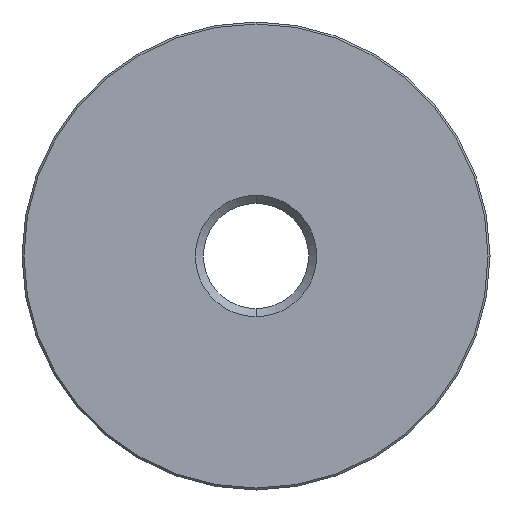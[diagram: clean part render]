
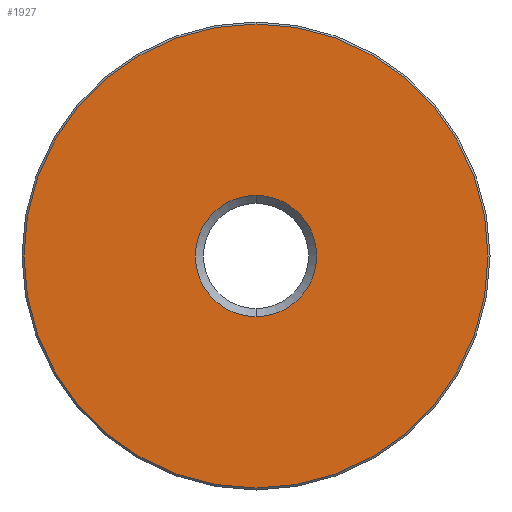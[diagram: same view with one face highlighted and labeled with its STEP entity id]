
A CAD part, front view. The second image highlights one B-rep face of the part: STEP entity #1927.
In plain terms, the highlighted planar face has unit normal (0, -1, 0).
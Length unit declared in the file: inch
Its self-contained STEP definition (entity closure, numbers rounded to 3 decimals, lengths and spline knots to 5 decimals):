
#63 = CIRCLE ( 'NONE', #374, 2.965 ) ;
#114 = DIRECTION ( 'NONE',  ( 0., -1., 0. ) ) ;
#129 = DIRECTION ( 'NONE',  ( 0., -1., 0. ) ) ;
#170 = CIRCLE ( 'NONE', #1661, 0.775 ) ;
#236 = DIRECTION ( 'NONE',  ( 0., 1., 0. ) ) ;
#246 = DIRECTION ( 'NONE',  ( 0., 0., -1. ) ) ;
#282 = CIRCLE ( 'NONE', #1782, 0.775 ) ;
#295 = ORIENTED_EDGE ( 'NONE', *, *, #314, .T. ) ;
#311 = ORIENTED_EDGE ( 'NONE', *, *, #461, .F. ) ;
#314 = EDGE_CURVE ( 'NONE', #1408, #1912, #1449, .T. ) ;
#371 = CARTESIAN_POINT ( 'NONE',  ( 0., 0., -2.965 ) ) ;
#374 = AXIS2_PLACEMENT_3D ( 'NONE', #526, #973, #1128 ) ;
#377 = PLANE ( 'NONE',  #732 ) ;
#409 = FACE_OUTER_BOUND ( 'NONE', #918, .T. ) ;
#461 = EDGE_CURVE ( 'NONE', #1106, #970, #170, .T. ) ;
#526 = CARTESIAN_POINT ( 'NONE',  ( 0., 0., 0. ) ) ;
#576 = CARTESIAN_POINT ( 'NONE',  ( 0., 0., -0.775 ) ) ;
#602 = AXIS2_PLACEMENT_3D ( 'NONE', #1416, #129, #704 ) ;
#687 = EDGE_CURVE ( 'NONE', #970, #1106, #282, .T. ) ;
#704 = DIRECTION ( 'NONE',  ( 0., 0., 1. ) ) ;
#732 = AXIS2_PLACEMENT_3D ( 'NONE', #1274, #236, #1402 ) ;
#814 = DIRECTION ( 'NONE',  ( 0., 0., -1. ) ) ;
#918 = EDGE_LOOP ( 'NONE', ( #1699, #295 ) ) ;
#943 = DIRECTION ( 'NONE',  ( 0., -1., 0. ) ) ;
#970 = VERTEX_POINT ( 'NONE', #1811 ) ;
#973 = DIRECTION ( 'NONE',  ( 0., -1., 0. ) ) ;
#1106 = VERTEX_POINT ( 'NONE', #576 ) ;
#1128 = DIRECTION ( 'NONE',  ( 0., 0., 1. ) ) ;
#1274 = CARTESIAN_POINT ( 'NONE',  ( 0., 0., 0. ) ) ;
#1402 = DIRECTION ( 'NONE',  ( 0., 0., 1. ) ) ;
#1408 = VERTEX_POINT ( 'NONE', #371 ) ;
#1416 = CARTESIAN_POINT ( 'NONE',  ( 0., 0., 0. ) ) ;
#1449 = CIRCLE ( 'NONE', #602, 2.965 ) ;
#1507 = EDGE_LOOP ( 'NONE', ( #311, #1762 ) ) ;
#1540 = EDGE_CURVE ( 'NONE', #1912, #1408, #63, .T. ) ;
#1542 = CARTESIAN_POINT ( 'NONE',  ( 0., 0., 0. ) ) ;
#1558 = FACE_BOUND ( 'NONE', #1507, .T. ) ;
#1602 = CARTESIAN_POINT ( 'NONE',  ( 0., 0., 0. ) ) ;
#1661 = AXIS2_PLACEMENT_3D ( 'NONE', #1542, #943, #814 ) ;
#1699 = ORIENTED_EDGE ( 'NONE', *, *, #1540, .T. ) ;
#1732 = CARTESIAN_POINT ( 'NONE',  ( 0., 0., 2.965 ) ) ;
#1762 = ORIENTED_EDGE ( 'NONE', *, *, #687, .F. ) ;
#1782 = AXIS2_PLACEMENT_3D ( 'NONE', #1602, #114, #246 ) ;
#1811 = CARTESIAN_POINT ( 'NONE',  ( 0., 0., 0.775 ) ) ;
#1912 = VERTEX_POINT ( 'NONE', #1732 ) ;
#1927 = ADVANCED_FACE ( 'NONE', ( #409, #1558 ), #377, .F. ) ;
